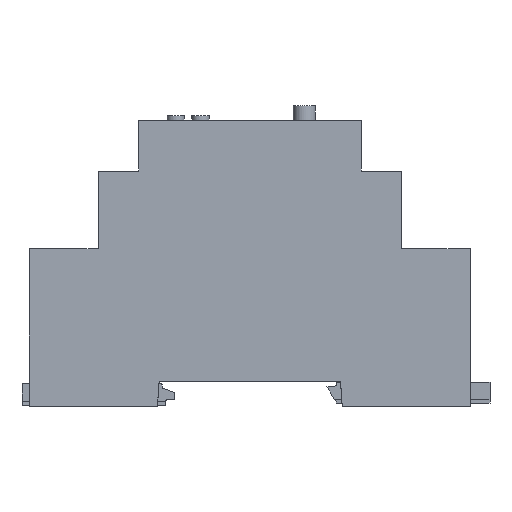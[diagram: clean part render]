
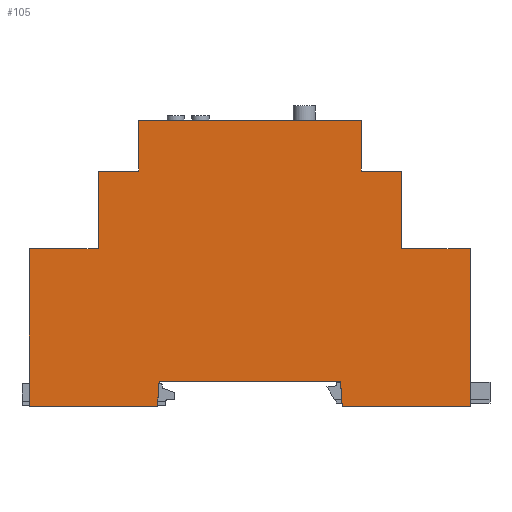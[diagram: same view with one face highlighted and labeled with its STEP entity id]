
A CAD part, left-side view. The second image highlights one B-rep face of the part: STEP entity #105.
In plain terms, the highlighted planar face has unit normal (-1, 0, 0).
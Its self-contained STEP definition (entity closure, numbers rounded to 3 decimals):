
#105=ADVANCED_FACE('',(#6009),#6011,.T.);
#6009=FACE_BOUND('',#6010,.T.);
#6010=EDGE_LOOP('',(#11599,#11600,#11601,#11602,#11603,#11604,#11605,#11606,#11607,
#11608,#11609,#11610,#11611,#11612,#11613,#11614));
#6011=PLANE('',#6012);
#6012=AXIS2_PLACEMENT_3D('',#6013,#6014,#6015);
#6013=CARTESIAN_POINT('',(-35.5,0.,0.));
#6014=DIRECTION('',(-1.,0.,0.));
#6015=DIRECTION('',(0.,0.,-1.));
#11599=ORIENTED_EDGE('',*,*,#15950,.T.);
#11600=ORIENTED_EDGE('',*,*,#15951,.T.);
#11601=ORIENTED_EDGE('',*,*,#15952,.T.);
#11602=ORIENTED_EDGE('',*,*,#15953,.T.);
#11603=ORIENTED_EDGE('',*,*,#15954,.T.);
#11604=ORIENTED_EDGE('',*,*,#15955,.T.);
#11605=ORIENTED_EDGE('',*,*,#15956,.T.);
#11606=ORIENTED_EDGE('',*,*,#15933,.T.);
#11607=ORIENTED_EDGE('',*,*,#15949,.T.);
#11608=ORIENTED_EDGE('',*,*,#15957,.T.);
#11609=ORIENTED_EDGE('',*,*,#15958,.T.);
#11610=ORIENTED_EDGE('',*,*,#15959,.T.);
#11611=ORIENTED_EDGE('',*,*,#15960,.T.);
#11612=ORIENTED_EDGE('',*,*,#15961,.T.);
#11613=ORIENTED_EDGE('',*,*,#15962,.T.);
#11614=ORIENTED_EDGE('',*,*,#15941,.T.);
#15933=EDGE_CURVE('',#18232,#18230,#18233,.T.);
#15941=EDGE_CURVE('',#18242,#18246,#18248,.T.);
#15949=EDGE_CURVE('',#18230,#18261,#18263,.T.);
#15950=EDGE_CURVE('',#18246,#18264,#18265,.T.);
#15951=EDGE_CURVE('',#18264,#18266,#18267,.T.);
#15952=EDGE_CURVE('',#18266,#18268,#18269,.T.);
#15953=EDGE_CURVE('',#18268,#18270,#18271,.T.);
#15954=EDGE_CURVE('',#18270,#18272,#18273,.T.);
#15955=EDGE_CURVE('',#18272,#18274,#18275,.T.);
#15956=EDGE_CURVE('',#18274,#18232,#18276,.T.);
#15957=EDGE_CURVE('',#18261,#18277,#18278,.T.);
#15958=EDGE_CURVE('',#18277,#18279,#18280,.T.);
#15959=EDGE_CURVE('',#18279,#18281,#18282,.T.);
#15960=EDGE_CURVE('',#18281,#18283,#18284,.T.);
#15961=EDGE_CURVE('',#18283,#18285,#18286,.T.);
#15962=EDGE_CURVE('',#18285,#18242,#18287,.T.);
#18230=VERTEX_POINT('',#21505);
#18232=VERTEX_POINT('',#21509);
#18233=LINE('',#21510,#21511);
#18242=VERTEX_POINT('',#21531);
#18246=VERTEX_POINT('',#21539);
#18248=LINE('',#21543,#21544);
#18261=VERTEX_POINT('',#21575);
#18263=LINE('',#21579,#21580);
#18264=VERTEX_POINT('',#21582);
#18265=LINE('',#21583,#21584);
#18266=VERTEX_POINT('',#21586);
#18267=LINE('',#21587,#21588);
#18268=VERTEX_POINT('',#21590);
#18269=LINE('',#21591,#21592);
#18270=VERTEX_POINT('',#21594);
#18271=LINE('',#21595,#21596);
#18272=VERTEX_POINT('',#21598);
#18273=LINE('',#21599,#21600);
#18274=VERTEX_POINT('',#21602);
#18275=LINE('',#21603,#21604);
#18276=LINE('',#21606,#21607);
#18277=VERTEX_POINT('',#21609);
#18278=LINE('',#21610,#21611);
#18279=VERTEX_POINT('',#21613);
#18280=LINE('',#21614,#21615);
#18281=VERTEX_POINT('',#21617);
#18282=LINE('',#21618,#21619);
#18283=VERTEX_POINT('',#21621);
#18284=LINE('',#21622,#21623);
#18285=VERTEX_POINT('',#21625);
#18286=LINE('',#21626,#21627);
#18287=LINE('',#21629,#21630);
#21505=CARTESIAN_POINT('',(-35.5,-30.7,26.878));
#21509=CARTESIAN_POINT('',(-35.5,-44.6,26.878));
#21510=CARTESIAN_POINT('',(-35.5,-44.6,26.878));
#21511=VECTOR('',#21512,1.);
#21512=DIRECTION('',(0.,1.,0.));
#21531=CARTESIAN_POINT('',(-35.5,30.7,26.878));
#21539=CARTESIAN_POINT('',(-35.5,44.6,26.878));
#21543=CARTESIAN_POINT('',(-35.5,30.7,26.878));
#21544=VECTOR('',#21545,1.);
#21545=DIRECTION('',(0.,1.,0.));
#21575=CARTESIAN_POINT('',(-35.5,-30.7,42.606));
#21579=CARTESIAN_POINT('',(-35.5,-30.7,26.878));
#21580=VECTOR('',#21581,1.);
#21581=DIRECTION('',(0.,0.,1.));
#21582=CARTESIAN_POINT('',(-35.5,44.6,-4.987));
#21583=CARTESIAN_POINT('',(-35.5,44.6,26.878));
#21584=VECTOR('',#21585,1.);
#21585=DIRECTION('',(0.,0.,-1.));
#21586=CARTESIAN_POINT('',(-35.5,18.7,-4.987));
#21587=CARTESIAN_POINT('',(-35.5,44.6,-4.987));
#21588=VECTOR('',#21589,1.);
#21589=DIRECTION('',(0.,-1.,0.));
#21590=CARTESIAN_POINT('',(-35.5,18.351,0.));
#21591=CARTESIAN_POINT('',(-35.5,18.7,-4.987));
#21592=VECTOR('',#21593,1.);
#21593=DIRECTION('',(0.,-0.07,0.998));
#21594=CARTESIAN_POINT('',(-35.5,-18.351,0.));
#21595=CARTESIAN_POINT('',(-35.5,18.351,0.));
#21596=VECTOR('',#21597,1.);
#21597=DIRECTION('',(0.,-1.,0.));
#21598=CARTESIAN_POINT('',(-35.5,-18.7,-4.987));
#21599=CARTESIAN_POINT('',(-35.5,-18.351,0.));
#21600=VECTOR('',#21601,1.);
#21601=DIRECTION('',(0.,-0.07,-0.998));
#21602=CARTESIAN_POINT('',(-35.5,-44.6,-4.987));
#21603=CARTESIAN_POINT('',(-35.5,-18.7,-4.987));
#21604=VECTOR('',#21605,1.);
#21605=DIRECTION('',(0.,-1.,0.));
#21606=CARTESIAN_POINT('',(-35.5,-44.6,-4.987));
#21607=VECTOR('',#21608,1.);
#21608=DIRECTION('',(0.,0.,1.));
#21609=CARTESIAN_POINT('',(-35.5,-22.5,42.606));
#21610=CARTESIAN_POINT('',(-35.5,-30.7,42.606));
#21611=VECTOR('',#21612,1.);
#21612=DIRECTION('',(0.,1.,0.));
#21613=CARTESIAN_POINT('',(-35.5,-22.5,52.804));
#21614=CARTESIAN_POINT('',(-35.5,-22.5,42.606));
#21615=VECTOR('',#21616,1.);
#21616=DIRECTION('',(0.,0.,1.));
#21617=CARTESIAN_POINT('',(-35.5,22.5,52.804));
#21618=CARTESIAN_POINT('',(-35.5,-22.5,52.804));
#21619=VECTOR('',#21620,1.);
#21620=DIRECTION('',(0.,1.,0.));
#21621=CARTESIAN_POINT('',(-35.5,22.5,42.606));
#21622=CARTESIAN_POINT('',(-35.5,22.5,52.804));
#21623=VECTOR('',#21624,1.);
#21624=DIRECTION('',(0.,0.,-1.));
#21625=CARTESIAN_POINT('',(-35.5,30.7,42.606));
#21626=CARTESIAN_POINT('',(-35.5,22.5,42.606));
#21627=VECTOR('',#21628,1.);
#21628=DIRECTION('',(0.,1.,0.));
#21629=CARTESIAN_POINT('',(-35.5,30.7,42.606));
#21630=VECTOR('',#21631,1.);
#21631=DIRECTION('',(0.,0.,-1.));
